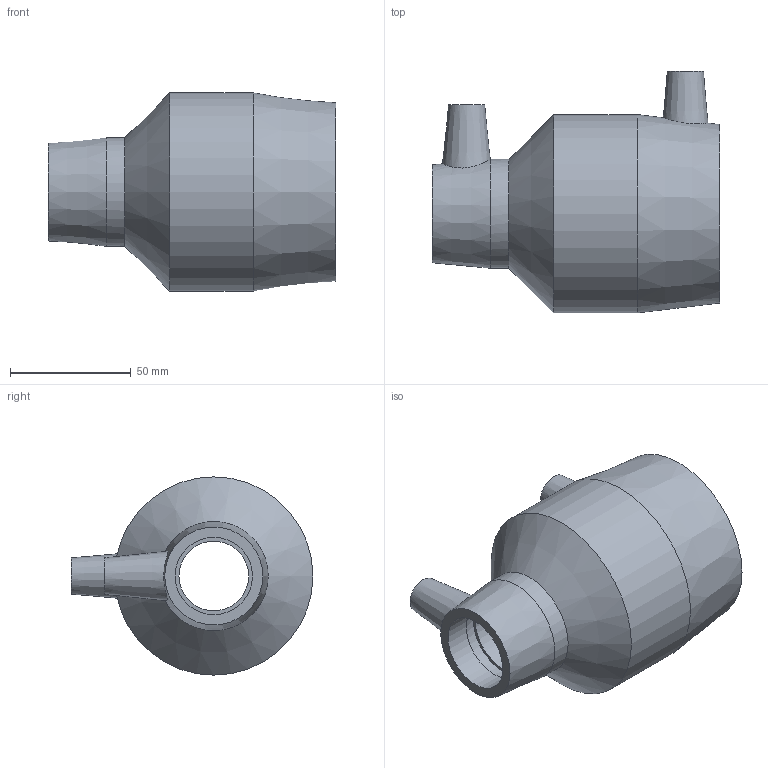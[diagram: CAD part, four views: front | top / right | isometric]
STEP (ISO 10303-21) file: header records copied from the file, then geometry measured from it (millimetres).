
FILE_DESCRIPTION(/* description */ ('PLASSON REDUCING COUPLER 63-32'),/* implementation_level */ '2;1');
FILE_NAME(/* name */ '491104063032.ipt.stp',/* time_stamp */ '2017-11-06T09:12:34+02:00',/* author */ ('KIM'),/* organization */ (''),/* preprocessor_version */ 'ST-DEVELOPER v15.6',/* originating_system */ 'Autodesk Inventor 2015',/* authorisation */ '');
FILE_SCHEMA (('AUTOMOTIVE_DESIGN { 1 0 10303 214 3 1 1 }'));
Length unit declared in the file: millimetre
Products named in the file (1): 491104063032
Bounding box: 119 x 100 x 82 mm (x, y, z)
Volume: 211783.5 mm3; surface area: 52028.4 mm2
Topology: 1 solids, 1 shells, 32 faces, 61 edges, 39 vertices
Faces by surface type: plane 12, cylinder 11, cone 9
Full cylindrical faces by diameter (mm): 4 x2, 10 x2, 28.8 x1, 32 x2, 45 x1, 63 x2, 82 x1
Entity records: 744 total; most frequent: CARTESIAN_POINT 171, DIRECTION 126, ORIENTED_EDGE 68, AXIS2_PLACEMENT_3D 63, EDGE_LOOP 62, EDGE_CURVE 34, FACE_OUTER_BOUND 32, VERTEX_POINT 32
